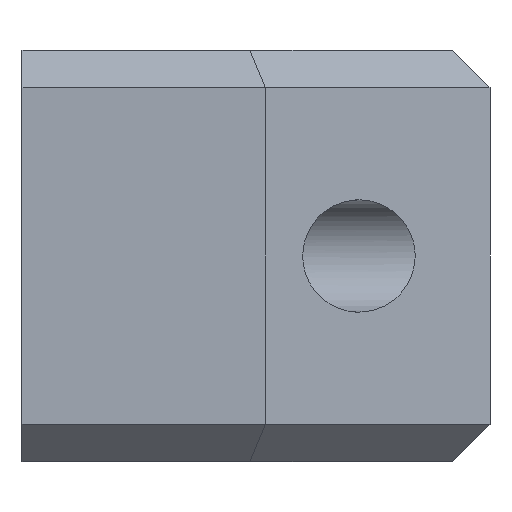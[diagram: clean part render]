
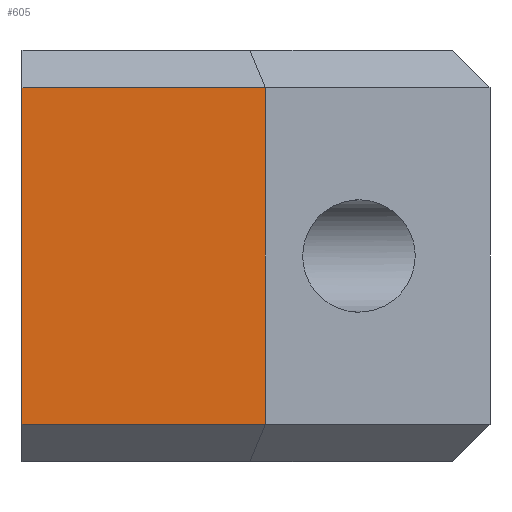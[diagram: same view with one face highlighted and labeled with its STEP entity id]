
A CAD part, left-side view. The second image highlights one B-rep face of the part: STEP entity #605.
In plain terms, the highlighted planar face has unit normal (-1, 0, 0).
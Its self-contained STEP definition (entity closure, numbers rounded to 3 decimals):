
#22 = VECTOR ( 'NONE', #550, 1000. ) ;
#34 = VECTOR ( 'NONE', #56, 1000. ) ;
#43 = CARTESIAN_POINT ( 'NONE',  ( -48.986, -10.971, -2. ) ) ;
#56 = DIRECTION ( 'NONE',  ( 0., 1., 0. ) ) ;
#63 = ORIENTED_EDGE ( 'NONE', *, *, #298, .F. ) ;
#71 = LINE ( 'NONE', #309, #507 ) ;
#78 = CARTESIAN_POINT ( 'NONE',  ( -48.986, 2.029, -2. ) ) ;
#116 = VERTEX_POINT ( 'NONE', #78 ) ;
#126 = LINE ( 'NONE', #684, #22 ) ;
#136 = EDGE_LOOP ( 'NONE', ( #773, #294, #63, #322 ) ) ;
#294 = ORIENTED_EDGE ( 'NONE', *, *, #592, .T. ) ;
#298 = EDGE_CURVE ( 'NONE', #716, #116, #713, .T. ) ;
#309 = CARTESIAN_POINT ( 'NONE',  ( -48.986, 2.029, -20. ) ) ;
#322 = ORIENTED_EDGE ( 'NONE', *, *, #782, .T. ) ;
#343 = PLANE ( 'NONE',  #567 ) ;
#414 = DIRECTION ( 'NONE',  ( 0., 0., -1. ) ) ;
#417 = CARTESIAN_POINT ( 'NONE',  ( -48.986, 2.029, -22. ) ) ;
#479 = VERTEX_POINT ( 'NONE', #43 ) ;
#507 = VECTOR ( 'NONE', #631, 1000. ) ;
#550 = DIRECTION ( 'NONE',  ( 0., 0., 1. ) ) ;
#561 = LINE ( 'NONE', #746, #34 ) ;
#567 = AXIS2_PLACEMENT_3D ( 'NONE', #417, #883, #414 ) ;
#592 = EDGE_CURVE ( 'NONE', #479, #116, #561, .T. ) ;
#605 = ADVANCED_FACE ( 'NONE', ( #695 ), #343, .F. ) ;
#631 = DIRECTION ( 'NONE',  ( 0., -1., 0. ) ) ;
#636 = CARTESIAN_POINT ( 'NONE',  ( -48.986, -10.971, -20. ) ) ;
#684 = CARTESIAN_POINT ( 'NONE',  ( -48.986, -10.971, -22. ) ) ;
#690 = VECTOR ( 'NONE', #838, 1000. ) ;
#695 = FACE_OUTER_BOUND ( 'NONE', #136, .T. ) ;
#698 = CARTESIAN_POINT ( 'NONE',  ( -48.986, 2.029, -22. ) ) ;
#699 = EDGE_CURVE ( 'NONE', #803, #479, #126, .T. ) ;
#713 = LINE ( 'NONE', #698, #690 ) ;
#716 = VERTEX_POINT ( 'NONE', #840 ) ;
#746 = CARTESIAN_POINT ( 'NONE',  ( -48.986, 2.029, -2. ) ) ;
#773 = ORIENTED_EDGE ( 'NONE', *, *, #699, .T. ) ;
#782 = EDGE_CURVE ( 'NONE', #716, #803, #71, .T. ) ;
#803 = VERTEX_POINT ( 'NONE', #636 ) ;
#838 = DIRECTION ( 'NONE',  ( 0., 0., 1. ) ) ;
#840 = CARTESIAN_POINT ( 'NONE',  ( -48.986, 2.029, -20. ) ) ;
#883 = DIRECTION ( 'NONE',  ( 1., 0., 0. ) ) ;
